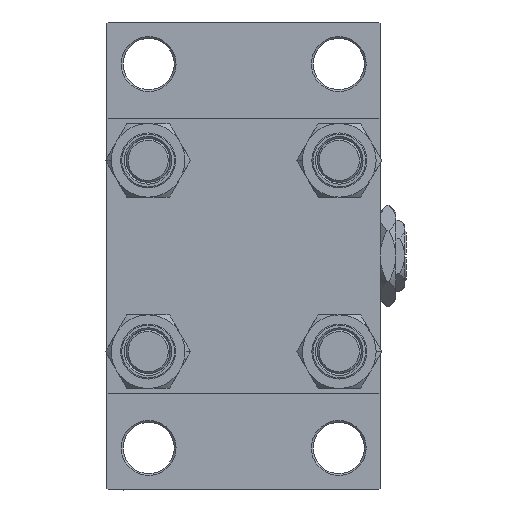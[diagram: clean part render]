
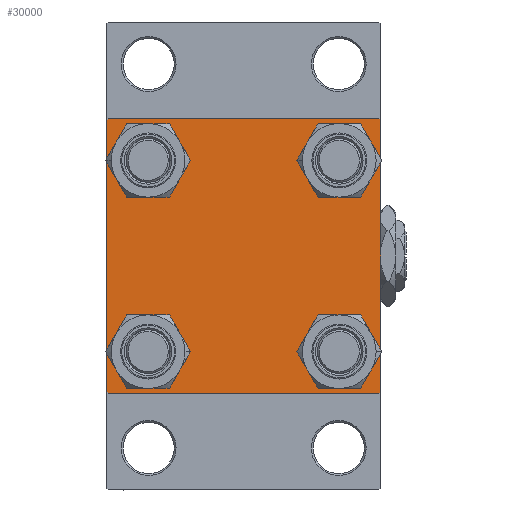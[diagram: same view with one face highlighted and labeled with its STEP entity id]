
A CAD part, left-side view. The second image highlights one B-rep face of the part: STEP entity #30000.
In plain terms, the highlighted planar face has unit normal (-1, 0, 0).
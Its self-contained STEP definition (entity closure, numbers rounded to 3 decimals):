
#183 = DIRECTION ( 'NONE',  ( 1., 0., 0. ) ) ;
#255 = DIRECTION ( 'NONE',  ( 1., 0., 0. ) ) ;
#623 = ORIENTED_EDGE ( 'NONE', *, *, #39306, .T. ) ;
#647 = ORIENTED_EDGE ( 'NONE', *, *, #36970, .T. ) ;
#1144 = LINE ( 'NONE', #46948, #46930 ) ;
#1206 = CIRCLE ( 'NONE', #25148, 6.5 ) ;
#1241 = VERTEX_POINT ( 'NONE', #22053 ) ;
#1594 = VERTEX_POINT ( 'NONE', #4928 ) ;
#2178 = CARTESIAN_POINT ( 'NONE',  ( 0., 26.15, -26.15 ) ) ;
#2190 = DIRECTION ( 'NONE',  ( 0., -1., 0. ) ) ;
#2412 = CARTESIAN_POINT ( 'NONE',  ( 0., 26.15, 32.65 ) ) ;
#2468 = DIRECTION ( 'NONE',  ( 0., 0., 1. ) ) ;
#2698 = CARTESIAN_POINT ( 'NONE',  ( 0., 26.15, -26.15 ) ) ;
#3160 = ORIENTED_EDGE ( 'NONE', *, *, #18768, .T. ) ;
#3797 = ORIENTED_EDGE ( 'NONE', *, *, #45612, .T. ) ;
#4474 = VERTEX_POINT ( 'NONE', #38814 ) ;
#4633 = VERTEX_POINT ( 'NONE', #20394 ) ;
#4657 = ORIENTED_EDGE ( 'NONE', *, *, #9745, .T. ) ;
#4928 = CARTESIAN_POINT ( 'NONE',  ( 0., 37.5, -37. ) ) ;
#5036 = CARTESIAN_POINT ( 'NONE',  ( 0., -26.15, 32.65 ) ) ;
#5154 = CARTESIAN_POINT ( 'NONE',  ( 0., -26.15, 26.15 ) ) ;
#5245 = DIRECTION ( 'NONE',  ( 1., 0., 0. ) ) ;
#6295 = AXIS2_PLACEMENT_3D ( 'NONE', #11931, #27174, #8184 ) ;
#7143 = EDGE_CURVE ( 'NONE', #4633, #1241, #11615, .T. ) ;
#7258 = VERTEX_POINT ( 'NONE', #15250 ) ;
#7274 = DIRECTION ( 'NONE',  ( -1., 0., 0. ) ) ;
#7317 = CIRCLE ( 'NONE', #16871, 6.5 ) ;
#8184 = DIRECTION ( 'NONE',  ( 0., 0., 1. ) ) ;
#9290 = CIRCLE ( 'NONE', #11678, 6.5 ) ;
#9745 = EDGE_CURVE ( 'NONE', #1594, #4474, #14011, .T. ) ;
#9987 = CARTESIAN_POINT ( 'NONE',  ( 0., 26.15, 26.15 ) ) ;
#10151 = EDGE_CURVE ( 'NONE', #46737, #29529, #1206, .T. ) ;
#10187 = DIRECTION ( 'NONE',  ( 0., -0.707, 0.707 ) ) ;
#10209 = VECTOR ( 'NONE', #23318, 1000. ) ;
#10485 = VERTEX_POINT ( 'NONE', #25837 ) ;
#10731 = VERTEX_POINT ( 'NONE', #42062 ) ;
#11084 = CARTESIAN_POINT ( 'NONE',  ( 0., 26.15, 19.65 ) ) ;
#11615 = CIRCLE ( 'NONE', #40374, 6.5 ) ;
#11678 = AXIS2_PLACEMENT_3D ( 'NONE', #33312, #183, #30212 ) ;
#11931 = CARTESIAN_POINT ( 'NONE',  ( 0., -26.15, -26.15 ) ) ;
#12227 = EDGE_LOOP ( 'NONE', ( #42624, #3160 ) ) ;
#13714 = CARTESIAN_POINT ( 'NONE',  ( 0., 26.15, -19.65 ) ) ;
#14011 = LINE ( 'NONE', #29263, #39651 ) ;
#14514 = FACE_BOUND ( 'NONE', #16524, .T. ) ;
#14672 = DIRECTION ( 'NONE',  ( 0., 0., -1. ) ) ;
#14904 = AXIS2_PLACEMENT_3D ( 'NONE', #2178, #21927, #36957 ) ;
#14918 = ORIENTED_EDGE ( 'NONE', *, *, #31892, .T. ) ;
#15247 = PLANE ( 'NONE',  #23545 ) ;
#15250 = CARTESIAN_POINT ( 'NONE',  ( 0., 26.15, -32.65 ) ) ;
#16019 = DIRECTION ( 'NONE',  ( 0., 0., 1. ) ) ;
#16524 = EDGE_LOOP ( 'NONE', ( #14918, #27928 ) ) ;
#16525 = CIRCLE ( 'NONE', #14904, 6.5 ) ;
#16871 = AXIS2_PLACEMENT_3D ( 'NONE', #2698, #24953, #17947 ) ;
#17947 = DIRECTION ( 'NONE',  ( 0., 0., 1. ) ) ;
#18768 = EDGE_CURVE ( 'NONE', #1241, #4633, #27840, .T. ) ;
#20394 = CARTESIAN_POINT ( 'NONE',  ( 0., -26.15, -19.65 ) ) ;
#21106 = CARTESIAN_POINT ( 'NONE',  ( 0., -37.5, -37. ) ) ;
#21171 = CARTESIAN_POINT ( 'NONE',  ( 0., -37.25, -37.25 ) ) ;
#21200 = VERTEX_POINT ( 'NONE', #33102 ) ;
#21329 = CIRCLE ( 'NONE', #49304, 6.5 ) ;
#21445 = LINE ( 'NONE', #42830, #27418 ) ;
#21927 = DIRECTION ( 'NONE',  ( 1., 0., 0. ) ) ;
#22010 = FACE_OUTER_BOUND ( 'NONE', #31451, .T. ) ;
#22053 = CARTESIAN_POINT ( 'NONE',  ( 0., -26.15, -32.65 ) ) ;
#23318 = DIRECTION ( 'NONE',  ( 0., -1., 0. ) ) ;
#23514 = CARTESIAN_POINT ( 'NONE',  ( 0., -26.15, 26.15 ) ) ;
#23522 = VERTEX_POINT ( 'NONE', #41763 ) ;
#23545 = AXIS2_PLACEMENT_3D ( 'NONE', #49036, #7274, #34280 ) ;
#23724 = CIRCLE ( 'NONE', #40550, 6.5 ) ;
#23886 = ORIENTED_EDGE ( 'NONE', *, *, #47988, .T. ) ;
#24387 = EDGE_CURVE ( 'NONE', #21200, #32563, #45207, .T. ) ;
#24953 = DIRECTION ( 'NONE',  ( 1., 0., 0. ) ) ;
#25148 = AXIS2_PLACEMENT_3D ( 'NONE', #5154, #47437, #28401 ) ;
#25267 = CARTESIAN_POINT ( 'NONE',  ( 0., -26.15, -26.15 ) ) ;
#25837 = CARTESIAN_POINT ( 'NONE',  ( 0., -37., -37.5 ) ) ;
#26441 = EDGE_CURVE ( 'NONE', #29304, #23522, #21445, .T. ) ;
#27174 = DIRECTION ( 'NONE',  ( 1., 0., 0. ) ) ;
#27418 = VECTOR ( 'NONE', #2190, 1000. ) ;
#27840 = CIRCLE ( 'NONE', #6295, 6.5 ) ;
#27928 = ORIENTED_EDGE ( 'NONE', *, *, #39005, .T. ) ;
#28191 = CARTESIAN_POINT ( 'NONE',  ( 0., 37., 37.5 ) ) ;
#28401 = DIRECTION ( 'NONE',  ( 0., 0., 1. ) ) ;
#28552 = VECTOR ( 'NONE', #33503, 1000. ) ;
#28773 = VECTOR ( 'NONE', #33344, 1000. ) ;
#29263 = CARTESIAN_POINT ( 'NONE',  ( 0., 37.25, -37.25 ) ) ;
#29304 = VERTEX_POINT ( 'NONE', #28191 ) ;
#29529 = VERTEX_POINT ( 'NONE', #31644 ) ;
#29762 = FACE_BOUND ( 'NONE', #35603, .T. ) ;
#30000 = ADVANCED_FACE ( 'NONE', ( #29762, #30509, #33772, #14514, #22010 ), #15247, .T. ) ;
#30177 = CARTESIAN_POINT ( 'NONE',  ( 0., -37.5, 37.5 ) ) ;
#30212 = DIRECTION ( 'NONE',  ( 0., 0., 1. ) ) ;
#30509 = FACE_BOUND ( 'NONE', #12227, .T. ) ;
#30780 = ORIENTED_EDGE ( 'NONE', *, *, #39934, .T. ) ;
#31451 = EDGE_LOOP ( 'NONE', ( #3797, #4657, #623, #41436, #37284, #30780, #48206, #43126 ) ) ;
#31644 = CARTESIAN_POINT ( 'NONE',  ( 0., -26.15, 19.65 ) ) ;
#31892 = EDGE_CURVE ( 'NONE', #32151, #43334, #9290, .T. ) ;
#32151 = VERTEX_POINT ( 'NONE', #2412 ) ;
#32563 = VERTEX_POINT ( 'NONE', #21106 ) ;
#32936 = LINE ( 'NONE', #45876, #10209 ) ;
#33102 = CARTESIAN_POINT ( 'NONE',  ( 0., -37.5, 37. ) ) ;
#33312 = CARTESIAN_POINT ( 'NONE',  ( 0., 26.15, 26.15 ) ) ;
#33344 = DIRECTION ( 'NONE',  ( 0., 0., -1. ) ) ;
#33503 = DIRECTION ( 'NONE',  ( 0., 0.707, 0.707 ) ) ;
#33669 = ORIENTED_EDGE ( 'NONE', *, *, #35179, .T. ) ;
#33772 = FACE_BOUND ( 'NONE', #47109, .T. ) ;
#34280 = DIRECTION ( 'NONE',  ( 0., 0., 1. ) ) ;
#34897 = DIRECTION ( 'NONE',  ( 0., 0., 1. ) ) ;
#35179 = EDGE_CURVE ( 'NONE', #29529, #46737, #23724, .T. ) ;
#35603 = EDGE_LOOP ( 'NONE', ( #49249, #33669 ) ) ;
#35926 = DIRECTION ( 'NONE',  ( 0., 0.707, -0.707 ) ) ;
#36957 = DIRECTION ( 'NONE',  ( 0., 0., 1. ) ) ;
#36970 = EDGE_CURVE ( 'NONE', #7258, #45195, #16525, .T. ) ;
#37284 = ORIENTED_EDGE ( 'NONE', *, *, #24387, .F. ) ;
#38023 = EDGE_CURVE ( 'NONE', #29304, #10731, #1144, .T. ) ;
#38814 = CARTESIAN_POINT ( 'NONE',  ( 0., 37., -37.5 ) ) ;
#39005 = EDGE_CURVE ( 'NONE', #43334, #32151, #21329, .T. ) ;
#39306 = EDGE_CURVE ( 'NONE', #4474, #10485, #32936, .T. ) ;
#39651 = VECTOR ( 'NONE', #44543, 1000. ) ;
#39934 = EDGE_CURVE ( 'NONE', #21200, #23522, #49497, .T. ) ;
#40097 = EDGE_CURVE ( 'NONE', #10485, #32563, #47234, .T. ) ;
#40374 = AXIS2_PLACEMENT_3D ( 'NONE', #25267, #40571, #34897 ) ;
#40550 = AXIS2_PLACEMENT_3D ( 'NONE', #23514, #255, #16019 ) ;
#40571 = DIRECTION ( 'NONE',  ( 1., 0., 0. ) ) ;
#40626 = CARTESIAN_POINT ( 'NONE',  ( 0., 37.5, 37.5 ) ) ;
#41361 = VECTOR ( 'NONE', #10187, 1000. ) ;
#41436 = ORIENTED_EDGE ( 'NONE', *, *, #40097, .T. ) ;
#41763 = CARTESIAN_POINT ( 'NONE',  ( 0., -37., 37.5 ) ) ;
#42062 = CARTESIAN_POINT ( 'NONE',  ( 0., 37.5, 37. ) ) ;
#42624 = ORIENTED_EDGE ( 'NONE', *, *, #7143, .T. ) ;
#42830 = CARTESIAN_POINT ( 'NONE',  ( 0., 37.5, 37.5 ) ) ;
#43126 = ORIENTED_EDGE ( 'NONE', *, *, #38023, .T. ) ;
#43334 = VERTEX_POINT ( 'NONE', #11084 ) ;
#44543 = DIRECTION ( 'NONE',  ( 0., -0.707, -0.707 ) ) ;
#45100 = LINE ( 'NONE', #40626, #28773 ) ;
#45195 = VERTEX_POINT ( 'NONE', #13714 ) ;
#45207 = LINE ( 'NONE', #30177, #46551 ) ;
#45612 = EDGE_CURVE ( 'NONE', #10731, #1594, #45100, .T. ) ;
#45876 = CARTESIAN_POINT ( 'NONE',  ( 0., 37.5, -37.5 ) ) ;
#46551 = VECTOR ( 'NONE', #14672, 1000. ) ;
#46737 = VERTEX_POINT ( 'NONE', #5036 ) ;
#46930 = VECTOR ( 'NONE', #35926, 1000. ) ;
#46948 = CARTESIAN_POINT ( 'NONE',  ( 0., 37.25, 37.25 ) ) ;
#47109 = EDGE_LOOP ( 'NONE', ( #23886, #647 ) ) ;
#47234 = LINE ( 'NONE', #21171, #41361 ) ;
#47437 = DIRECTION ( 'NONE',  ( 1., 0., 0. ) ) ;
#47988 = EDGE_CURVE ( 'NONE', #45195, #7258, #7317, .T. ) ;
#48206 = ORIENTED_EDGE ( 'NONE', *, *, #26441, .F. ) ;
#49002 = CARTESIAN_POINT ( 'NONE',  ( 0., -37.25, 37.25 ) ) ;
#49036 = CARTESIAN_POINT ( 'NONE',  ( 0., 0., 0. ) ) ;
#49249 = ORIENTED_EDGE ( 'NONE', *, *, #10151, .T. ) ;
#49304 = AXIS2_PLACEMENT_3D ( 'NONE', #9987, #5245, #2468 ) ;
#49497 = LINE ( 'NONE', #49002, #28552 ) ;
